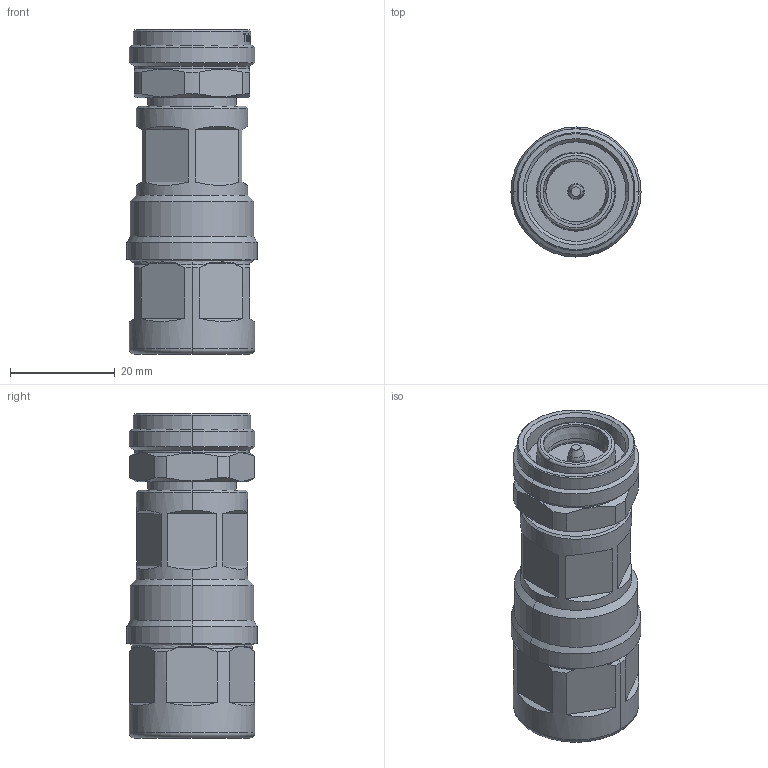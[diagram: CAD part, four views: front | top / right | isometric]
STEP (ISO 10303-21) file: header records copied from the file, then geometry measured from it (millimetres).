
FILE_DESCRIPTION (( 'STEP AP214' ), '1' );
FILE_NAME ('J01440A0007.STEP', '2018-11-15T09:07:48', ( '' ), ( '' ), 'SwSTEP 2.0', 'SolidWorks 2017', '' );
FILE_SCHEMA (( 'AUTOMOTIVE_DESIGN' ));
Length unit declared in the file: millimetre
Products named in the file (1): J01440A0007
Bounding box: 24.8 x 24.8 x 61.8 mm (x, y, z)
Volume: 21931.2 mm3; surface area: 7892.9 mm2
Topology: 2 solids, 2 shells, 309 faces, 774 edges, 498 vertices
Faces by surface type: plane 113, bspline 87, cylinder 60, cone 37, torus 12
Entity records: 19189 total; most frequent: CARTESIAN_POINT 9163, ORIENTED_EDGE 1548, DIRECTION 1087, EDGE_CURVE 774, VERTEX_POINT 498, AXIS2_PLACEMENT_3D 421, EDGE_LOOP 340, UNCERTAINTY_MEASURE_WITH_UNIT 310
